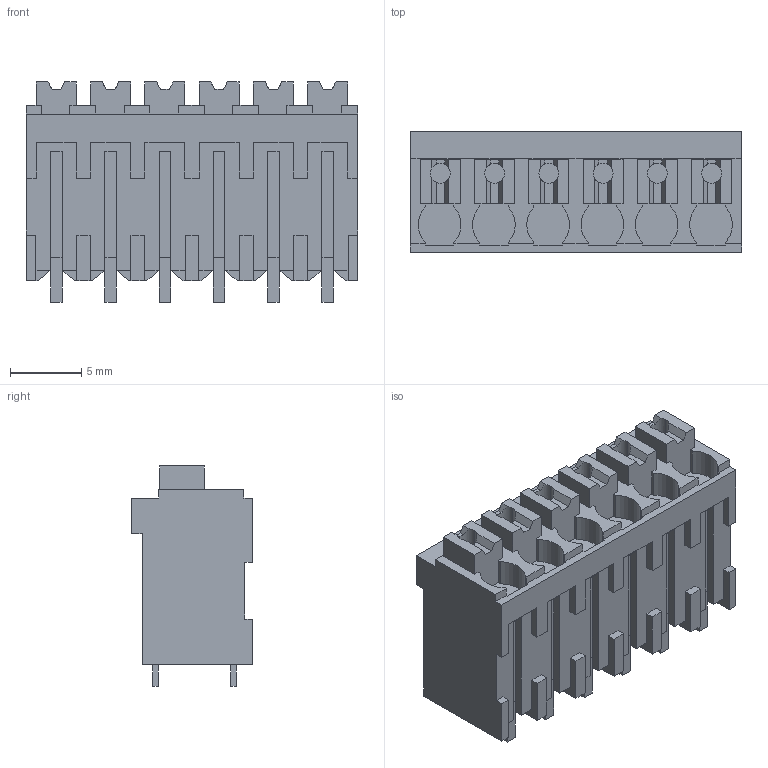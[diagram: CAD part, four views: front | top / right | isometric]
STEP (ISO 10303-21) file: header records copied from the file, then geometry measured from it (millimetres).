
FILE_DESCRIPTION(('CATIA V5 STEP Exchange','CAx-IF Rec.Pracs.--- Model Styling and Organization---1.2---2011-12-15'),'2;1');
FILE_NAME ('D1457849_0_1869930000_1869930000.stp','2018-03-20T06:57:55+00:00',('none'),('Weidmueller'),'CATIA Version 5-6 Release 2014','CATIA V5 STEP AP214','none');
FILE_SCHEMA(('AUTOMOTIVE_DESIGN { 1 0 10303 214 1 1 1 1 }'));
Length unit declared in the file: millimetre
Products named in the file (1): 1869930000
Bounding box: 23.25 x 8.5 x 15.45 mm (x, y, z)
Volume: 1873.6 mm3; surface area: 2082.1 mm2
Topology: 19 solids, 19 shells, 454 faces, 1274 edges, 858 vertices
Faces by surface type: plane 430, cylinder 24
Entity records: 14086 total; most frequent: CARTESIAN_POINT 2669, ORIENTED_EDGE 2548, DIRECTION 1868, EDGE_CURVE 1274, VECTOR 1178, LINE 1178, VERTEX_POINT 858, ADVANCED_FACE 454
